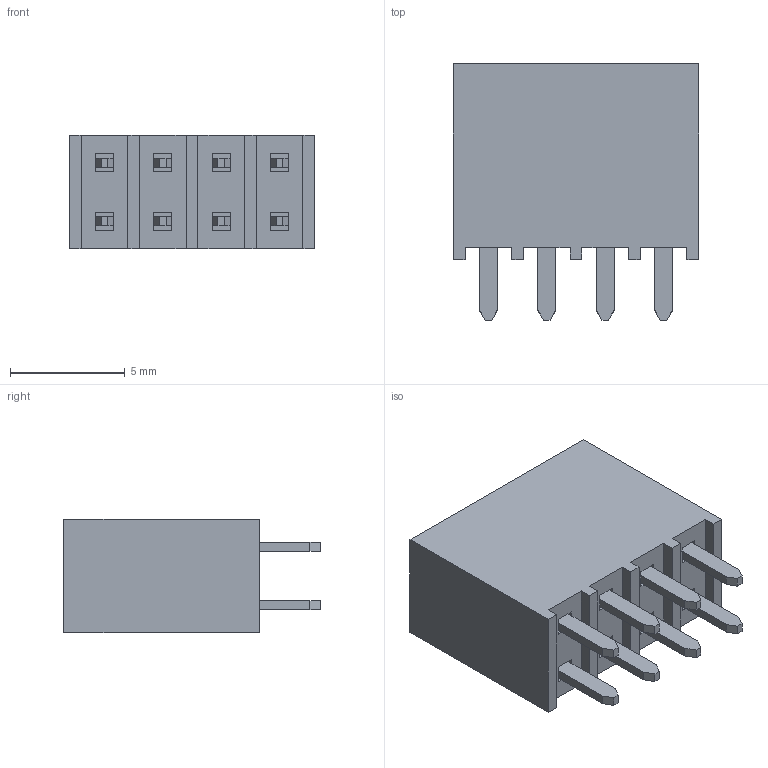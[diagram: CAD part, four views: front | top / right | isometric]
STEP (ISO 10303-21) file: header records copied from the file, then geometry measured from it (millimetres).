
FILE_DESCRIPTION(('FreeCAD Model'),'2;1');
FILE_NAME('Open CASCADE Shape Model','2024-08-11T12:23:39',(''),(''), 'Open CASCADE STEP processor 7.6','FreeCAD','Unknown');
FILE_SCHEMA(('AP242_MANAGED_MODEL_BASED_3D_ENGINEERING_MIM_LF. {1 0 10303 442 1 1 4 }'));
Length unit declared in the file: millimetre
Products named in the file (3): SSW-104-01-F-D; P2SSW-104-01-F-D; Cut
Assembly tree (2 placements, depth 2):
  SSW-104-01-F-D
    P2SSW-104-01-F-D
    Cut
Bounding box: 10.67 x 11.15 x 4.95 mm (x, y, z)
Volume: 400.6 mm3; surface area: 704.4 mm2
Topology: 2 solids, 2 shells, 148 faces, 376 edges, 240 vertices
Faces by surface type: plane 148
Entity records: 4423 total; most frequent: CARTESIAN_POINT 767, ORIENTED_EDGE 752, DIRECTION 678, EDGE_CURVE 376, LINE 376, VECTOR 376, VERTEX_POINT 240, FACE_BOUND 172
